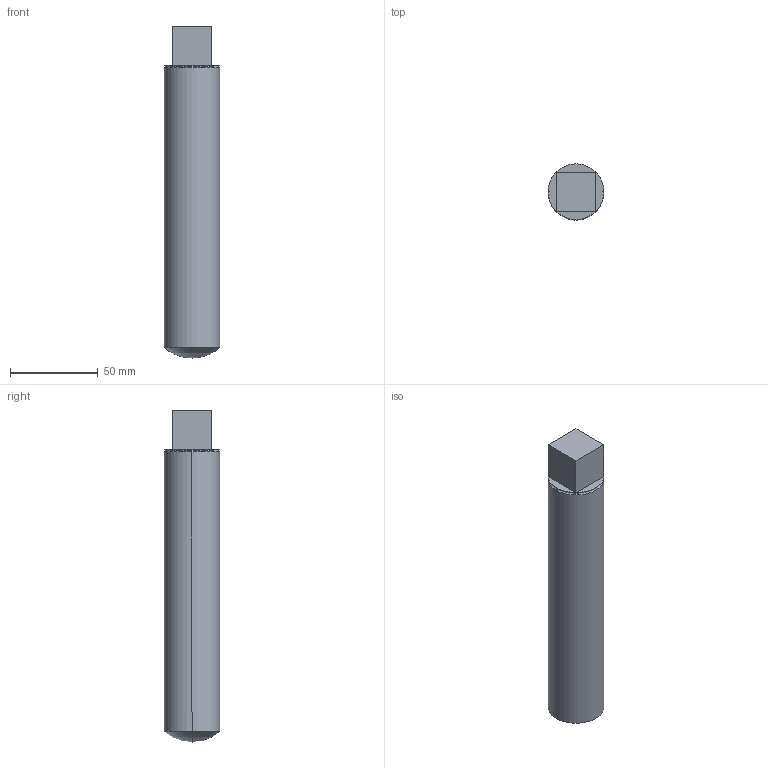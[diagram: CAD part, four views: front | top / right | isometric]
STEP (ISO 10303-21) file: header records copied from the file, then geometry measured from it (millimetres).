
FILE_DESCRIPTION((''),'2;1');
FILE_NAME('E45007.stp','2000-07-05T17:34:57',(''),(''),'AutoCAD STEP 2000','AutoCAD 2000',', , ');
FILE_SCHEMA(('CONFIG_CONTROL_DESIGN'));
Length unit declared in the file: inch
Bounding box: 31.75 x 31.75 x 188.91 mm (x, y, z)
Volume: 140569.2 mm3; surface area: 19778.7 mm2
Topology: 1 solids, 1 shells, 14 faces, 30 edges, 17 vertices
Faces by surface type: plane 6, bspline 4, sphere 2, cylinder 2
Entity records: 615 total; most frequent: CARTESIAN_POINT 234, DIRECTION 62, ORIENTED_EDGE 54, EDGE_CURVE 27, AXIS2_PLACEMENT_3D 24, VERTEX_POINT 16, EDGE_LOOP 15, FACE_OUTER_BOUND 14
